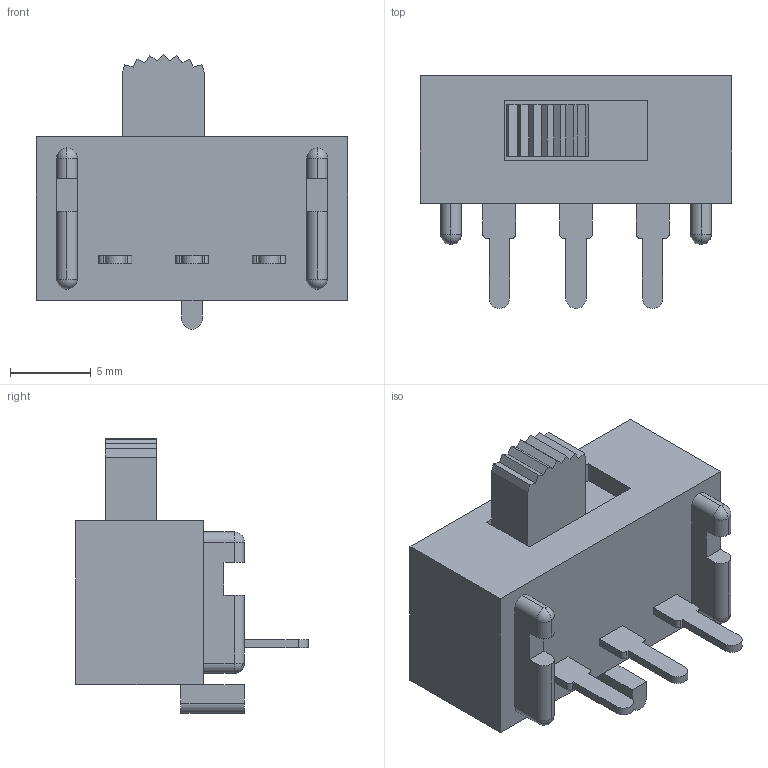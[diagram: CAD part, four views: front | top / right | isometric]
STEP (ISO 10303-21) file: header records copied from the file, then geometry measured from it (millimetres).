
FILE_DESCRIPTION (( 'STEP AP214' ), '1' );
FILE_NAME ('L101011ML04Q.STEP', '2022-01-24T09:36:12', ( '' ), ( '' ), 'SwSTEP 2.0', 'SolidWorks 2017', '' );
FILE_SCHEMA (( 'AUTOMOTIVE_DESIGN' ));
Length unit declared in the file: millimetre
Products named in the file (2): L101011ML04Q_L101011ML04Q; L101011ML04Q
Assembly tree (1 placements, depth 2):
  L101011ML04Q
    L101011ML04Q_L101011ML04Q
Bounding box: 19.3 x 14.43 x 17.02 mm (x, y, z)
Volume: 1676.5 mm3; surface area: 1181.5 mm2
Topology: 4 solids, 4 shells, 102 faces, 264 edges, 166 vertices
Faces by surface type: plane 71, cylinder 25, sphere 6
Entity records: 3113 total; most frequent: CARTESIAN_POINT 528, DIRECTION 520, ORIENTED_EDGE 512, EDGE_CURVE 256, LINE 204, VECTOR 204, VERTEX_POINT 166, AXIS2_PLACEMENT_3D 158
